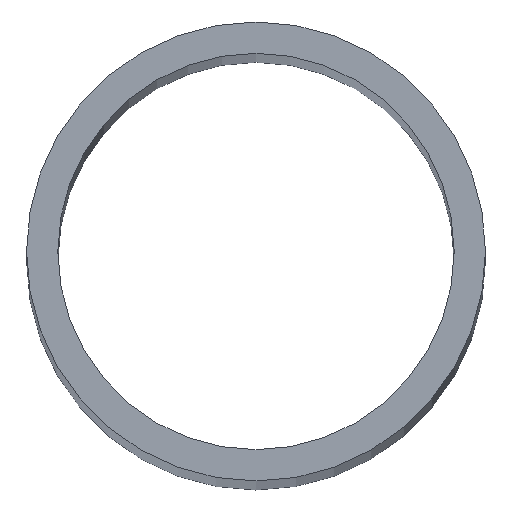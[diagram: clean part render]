
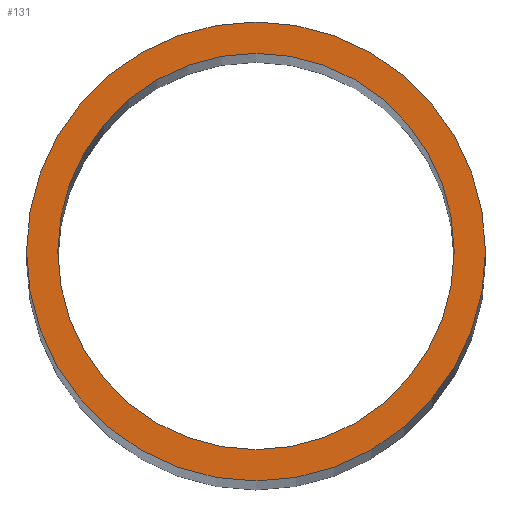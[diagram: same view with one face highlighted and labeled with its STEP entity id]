
A CAD part, top view. The second image highlights one B-rep face of the part: STEP entity #131.
In plain terms, the highlighted planar face has unit normal (0, 0, 1).
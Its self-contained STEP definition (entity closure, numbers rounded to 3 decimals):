
#25=CARTESIAN_POINT('',(11.0,0.0,248.0));
#26=VERTEX_POINT('',#25);
#33=CARTESIAN_POINT('',(-11.0,0.0,248.0));
#34=VERTEX_POINT('',#33);
#35=CARTESIAN_POINT('',(0.0,0.0,248.0));
#36=DIRECTION('',(0.0,0.0,1.0));
#37=DIRECTION('',(1.0,0.0,0.0));
#38=AXIS2_PLACEMENT_3D('',#35,#36,#37);
#39=CIRCLE('',#38,11.0);
#40=EDGE_CURVE('',#34,#26,#39,.T.);
#42=CARTESIAN_POINT('',(0.0,0.0,248.0));
#43=DIRECTION('',(0.0,0.0,1.0));
#44=DIRECTION('',(1.0,0.0,0.0));
#45=AXIS2_PLACEMENT_3D('',#42,#43,#44);
#46=CIRCLE('',#45,11.0);
#47=EDGE_CURVE('',#26,#34,#46,.T.);
#76=CARTESIAN_POINT('',(9.5,0.,248.0));
#77=VERTEX_POINT('',#76);
#84=CARTESIAN_POINT('',(-9.5,0.0,248.0));
#85=VERTEX_POINT('',#84);
#86=CARTESIAN_POINT('',(0.0,0.0,248.0));
#87=DIRECTION('',(0.0,0.0,-1.0));
#88=DIRECTION('',(1.0,0.0,0.0));
#89=AXIS2_PLACEMENT_3D('',#86,#87,#88);
#90=CIRCLE('',#89,9.5);
#91=EDGE_CURVE('',#85,#77,#90,.T.);
#93=CARTESIAN_POINT('',(0.0,0.0,248.0));
#94=DIRECTION('',(0.0,0.0,-1.0));
#95=DIRECTION('',(1.0,0.0,0.0));
#96=AXIS2_PLACEMENT_3D('',#93,#94,#95);
#97=CIRCLE('',#96,9.5);
#98=EDGE_CURVE('',#77,#85,#97,.T.);
#118=CARTESIAN_POINT('',(-13.2,-13.2,248.0));
#119=DIRECTION('',(0.0,0.0,1.0));
#120=DIRECTION('',(1.0,0.0,0.0));
#121=AXIS2_PLACEMENT_3D('',#118,#119,#120);
#122=PLANE('',#121);
#123=ORIENTED_EDGE('',*,*,#47,.T.);
#124=ORIENTED_EDGE('',*,*,#40,.T.);
#125=EDGE_LOOP('',(#123,#124));
#126=FACE_OUTER_BOUND('',#125,.T.);
#127=ORIENTED_EDGE('',*,*,#98,.T.);
#128=ORIENTED_EDGE('',*,*,#91,.T.);
#129=EDGE_LOOP('',(#127,#128));
#130=FACE_BOUND('',#129,.T.);
#131=ADVANCED_FACE('',(#126,#130),#122,.T.);
